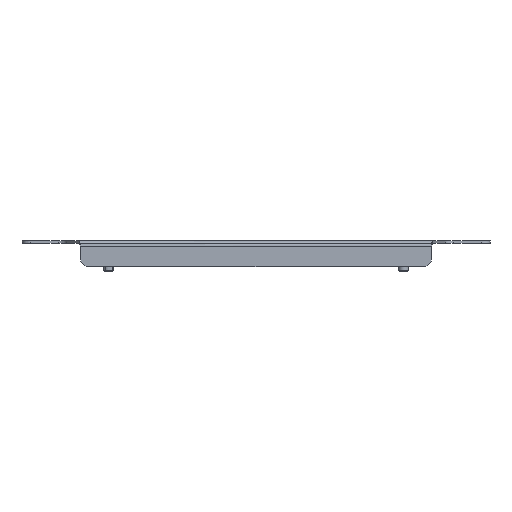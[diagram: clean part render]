
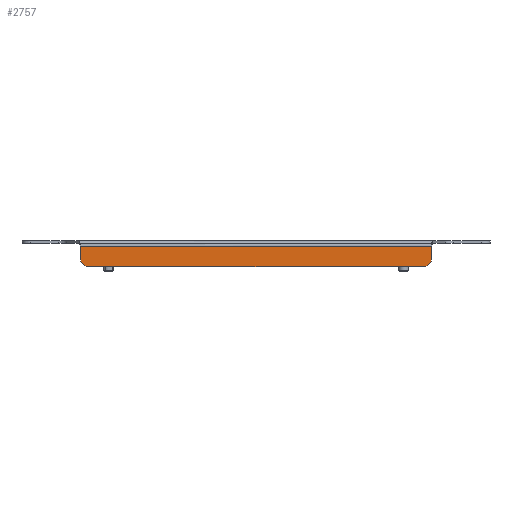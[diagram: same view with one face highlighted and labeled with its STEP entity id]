
A CAD part, front view. The second image highlights one B-rep face of the part: STEP entity #2757.
In plain terms, the highlighted planar face has unit normal (0, -1, 0).
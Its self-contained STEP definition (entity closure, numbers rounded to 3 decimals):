
#30 = VECTOR ( 'NONE', #602, 1000. ) ;
#66 = EDGE_LOOP ( 'NONE', ( #2396, #2679, #2317, #2707, #3241, #1723 ) ) ;
#126 = CARTESIAN_POINT ( 'NONE',  ( -101.357, -835., -10. ) ) ;
#197 = LINE ( 'NONE', #468, #2045 ) ;
#204 = EDGE_CURVE ( 'NONE', #1558, #2383, #833, .T. ) ;
#284 = VERTEX_POINT ( 'NONE', #648 ) ;
#341 = DIRECTION ( 'NONE',  ( 0., -1., 0. ) ) ;
#415 = AXIS2_PLACEMENT_3D ( 'NONE', #1623, #859, #2180 ) ;
#468 = CARTESIAN_POINT ( 'NONE',  ( 101.357, -835., -15. ) ) ;
#602 = DIRECTION ( 'NONE',  ( 1., 0., 0. ) ) ;
#648 = CARTESIAN_POINT ( 'NONE',  ( 96.357, -835., -15. ) ) ;
#694 = CARTESIAN_POINT ( 'NONE',  ( 101.357, -835., -10. ) ) ;
#764 = EDGE_CURVE ( 'NONE', #1558, #1970, #3244, .T. ) ;
#797 = DIRECTION ( 'NONE',  ( -1., 0., 0. ) ) ;
#833 = LINE ( 'NONE', #2578, #1096 ) ;
#859 = DIRECTION ( 'NONE',  ( 0., 1., 0. ) ) ;
#931 = EDGE_CURVE ( 'NONE', #284, #1970, #3061, .T. ) ;
#1059 = EDGE_CURVE ( 'NONE', #3320, #2749, #197, .T. ) ;
#1071 = DIRECTION ( 'NONE',  ( 0., -1., 0. ) ) ;
#1096 = VECTOR ( 'NONE', #3209, 1000. ) ;
#1120 = FACE_OUTER_BOUND ( 'NONE', #66, .T. ) ;
#1196 = CARTESIAN_POINT ( 'NONE',  ( 101.357, -835., -3. ) ) ;
#1355 = DIRECTION ( 'NONE',  ( 0., 0., 1. ) ) ;
#1503 = EDGE_CURVE ( 'NONE', #284, #3320, #1705, .T. ) ;
#1558 = VERTEX_POINT ( 'NONE', #126 ) ;
#1623 = CARTESIAN_POINT ( 'NONE',  ( 0., -835., 0. ) ) ;
#1705 = CIRCLE ( 'NONE', #2960, 5. ) ;
#1723 = ORIENTED_EDGE ( 'NONE', *, *, #3358, .F. ) ;
#1941 = LINE ( 'NONE', #3231, #30 ) ;
#1951 = CARTESIAN_POINT ( 'NONE',  ( -96.357, -835., -10. ) ) ;
#1970 = VERTEX_POINT ( 'NONE', #2588 ) ;
#2045 = VECTOR ( 'NONE', #2596, 1000. ) ;
#2180 = DIRECTION ( 'NONE',  ( 0., 0., 1. ) ) ;
#2317 = ORIENTED_EDGE ( 'NONE', *, *, #931, .F. ) ;
#2368 = VECTOR ( 'NONE', #797, 1000. ) ;
#2383 = VERTEX_POINT ( 'NONE', #2624 ) ;
#2396 = ORIENTED_EDGE ( 'NONE', *, *, #204, .F. ) ;
#2448 = PLANE ( 'NONE',  #415 ) ;
#2478 = AXIS2_PLACEMENT_3D ( 'NONE', #1951, #341, #1355 ) ;
#2578 = CARTESIAN_POINT ( 'NONE',  ( -101.357, -835., -15. ) ) ;
#2588 = CARTESIAN_POINT ( 'NONE',  ( -96.357, -835., -15. ) ) ;
#2596 = DIRECTION ( 'NONE',  ( 0., 0., 1. ) ) ;
#2624 = CARTESIAN_POINT ( 'NONE',  ( -101.357, -835., -3. ) ) ;
#2664 = CARTESIAN_POINT ( 'NONE',  ( 96.357, -835., -10. ) ) ;
#2679 = ORIENTED_EDGE ( 'NONE', *, *, #764, .T. ) ;
#2707 = ORIENTED_EDGE ( 'NONE', *, *, #1503, .T. ) ;
#2749 = VERTEX_POINT ( 'NONE', #1196 ) ;
#2757 = ADVANCED_FACE ( 'NONE', ( #1120 ), #2448, .F. ) ;
#2853 = DIRECTION ( 'NONE',  ( 0., 0., 1. ) ) ;
#2960 = AXIS2_PLACEMENT_3D ( 'NONE', #2664, #1071, #2853 ) ;
#3061 = LINE ( 'NONE', #3158, #2368 ) ;
#3158 = CARTESIAN_POINT ( 'NONE',  ( 135., -835., -15. ) ) ;
#3209 = DIRECTION ( 'NONE',  ( 0., 0., 1. ) ) ;
#3231 = CARTESIAN_POINT ( 'NONE',  ( 135., -835., -3. ) ) ;
#3241 = ORIENTED_EDGE ( 'NONE', *, *, #1059, .T. ) ;
#3244 = CIRCLE ( 'NONE', #2478, 5. ) ;
#3320 = VERTEX_POINT ( 'NONE', #694 ) ;
#3358 = EDGE_CURVE ( 'NONE', #2383, #2749, #1941, .T. ) ;
